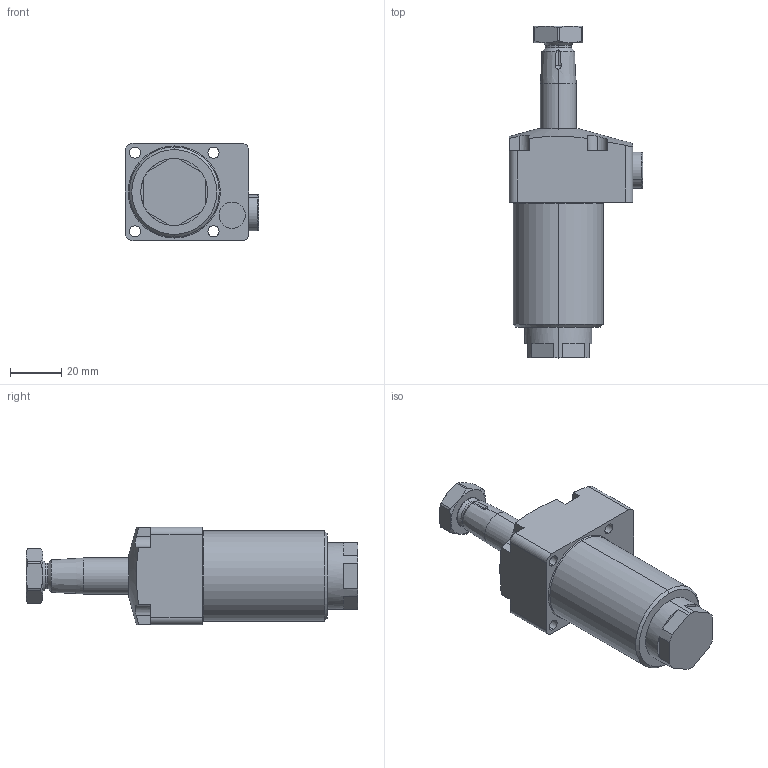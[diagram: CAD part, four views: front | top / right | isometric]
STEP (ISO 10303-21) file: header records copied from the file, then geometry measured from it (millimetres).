
FILE_DESCRIPTION (( 'STEP AP203' ), '1' );
FILE_NAME ('HCTT01-L.STEP', '2019-10-14T06:19:12', ( '微软用户' ), ( '微软中国' ), 'SwSTEP 2.0', 'SolidWorks 2012', '' );
FILE_SCHEMA (( 'CONFIG_CONTROL_DESIGN' ));
Length unit declared in the file: millimetre
Products named in the file (5): HCTT01掛极_______; HCTT01活塞杆_______; HCTT01蹟譫_______; HCTT01黑芛_______; HCTT01-L
Assembly tree (4 placements, depth 2):
  HCTT01-L
    HCTT01掛极_______
    HCTT01活塞杆_______
    HCTT01蹟譫_______
    HCTT01黑芛_______
Bounding box: 51.8 x 129 x 38 mm (x, y, z)
Volume: 101987.6 mm3; surface area: 20148.3 mm2
Topology: 4 solids, 4 shells, 156 faces, 376 edges, 236 vertices
Faces by surface type: plane 64, cylinder 53, cone 34, torus 4, sphere 1
Entity records: 5358 total; most frequent: CARTESIAN_POINT 1171, DIRECTION 791, ORIENTED_EDGE 750, EDGE_CURVE 375, AXIS2_PLACEMENT_3D 308, VERTEX_POINT 236, VECTOR 175, LINE 175
